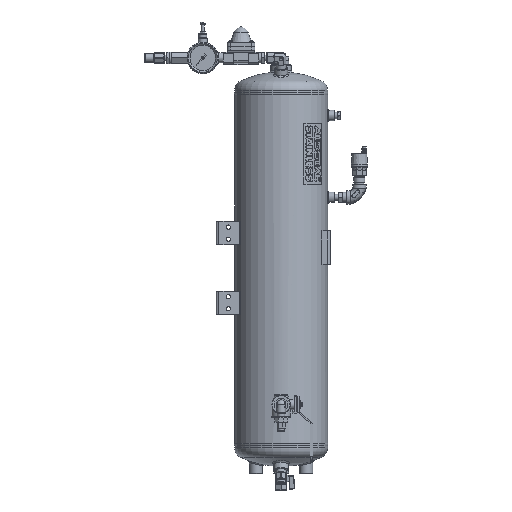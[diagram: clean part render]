
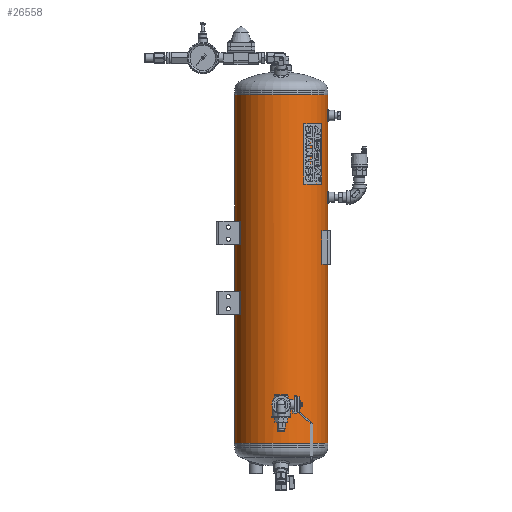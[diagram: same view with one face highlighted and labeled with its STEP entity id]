
A CAD part, left-side view. The second image highlights one B-rep face of the part: STEP entity #26558.
In plain terms, the highlighted cylindrical face has radius 100 mm (diameter 200 mm), a partial arc.
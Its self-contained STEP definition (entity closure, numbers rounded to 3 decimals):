
#1611=B_SPLINE_CURVE_WITH_KNOTS('',3,(#46712,#46713,#46714,#46715,#46716,
#46717,#46718,#46719,#46720,#46721,#46722,#46723,#46724,#46725,#46726,#46727,
#46728,#46729,#46730),.UNSPECIFIED.,.T.,.F.,(1,1,1,1,1,1,1,1,1,1,1,1,1,
1,1,1,1,1,1,1,1,1,1),(-0.012,-0.008,-0.004,
0.,0.004,0.008,0.012,
0.016,0.02,0.023,0.027,
0.031,0.035,0.039,0.043,
0.047,0.051,0.055,0.059,
0.063,0.066,0.07,0.074),
 .UNSPECIFIED.);
#1612=B_SPLINE_CURVE_WITH_KNOTS('',3,(#46732,#46733,#46734,#46735,#46736,
#46737,#46738,#46739,#46740,#46741,#46742,#46743,#46744,#46745,#46746,#46747,
#46748,#46749,#46750),.UNSPECIFIED.,.T.,.F.,(1,1,1,1,1,1,1,1,1,1,1,1,1,
1,1,1,1,1,1,1,1,1,1),(-0.012,-0.008,-0.004,
0.,0.004,0.008,0.012,0.016,
0.02,0.023,0.027,0.031,
0.035,0.039,0.043,0.047,
0.051,0.055,0.059,0.063,
0.066,0.07,0.074),.UNSPECIFIED.);
#1613=B_SPLINE_CURVE_WITH_KNOTS('',3,(#46752,#46753,#46754,#46755,#46756,
#46757,#46758,#46759,#46760,#46761,#46762,#46763,#46764,#46765,#46766,#46767,
#46768,#46769,#46770),.UNSPECIFIED.,.T.,.F.,(1,1,1,1,1,1,1,1,1,1,1,1,1,
1,1,1,1,1,1,1,1,1,1),(-0.018,-0.012,-0.006,
0.,0.006,0.012,0.018,
0.023,0.029,0.035,0.041,
0.047,0.053,0.059,0.065,
0.07,0.076,0.082,0.088,
0.094,0.1,0.106,0.112),
 .UNSPECIFIED.);
#3262=LINE('',#46772,#4372);
#3263=LINE('',#46777,#4373);
#4372=VECTOR('',#40093,1000.);
#4373=VECTOR('',#40096,1000.);
#5487=ORIENTED_EDGE('',*,*,#13153,.T.);
#5488=ORIENTED_EDGE('',*,*,#13154,.T.);
#5489=ORIENTED_EDGE('',*,*,#13155,.T.);
#5490=ORIENTED_EDGE('',*,*,#13156,.T.);
#5491=ORIENTED_EDGE('',*,*,#13157,.T.);
#5492=ORIENTED_EDGE('',*,*,#13158,.F.);
#5493=ORIENTED_EDGE('',*,*,#13159,.F.);
#13153=EDGE_CURVE('',#16986,#16986,#1611,.T.);
#13154=EDGE_CURVE('',#16987,#16987,#1612,.T.);
#13155=EDGE_CURVE('',#16988,#16988,#1613,.T.);
#13156=EDGE_CURVE('',#16989,#16990,#3262,.T.);
#13157=EDGE_CURVE('',#16990,#16991,#19837,.T.);
#13158=EDGE_CURVE('',#16992,#16991,#3263,.T.);
#13159=EDGE_CURVE('',#16989,#16992,#19838,.T.);
#16986=VERTEX_POINT('',#46731);
#16987=VERTEX_POINT('',#46751);
#16988=VERTEX_POINT('',#46771);
#16989=VERTEX_POINT('',#46773);
#16990=VERTEX_POINT('',#46774);
#16991=VERTEX_POINT('',#46776);
#16992=VERTEX_POINT('',#46778);
#19837=CIRCLE('',#37361,100.);
#19838=CIRCLE('',#37362,100.);
#20888=EDGE_LOOP('',(#5487));
#20889=EDGE_LOOP('',(#5488));
#20890=EDGE_LOOP('',(#5489));
#20891=EDGE_LOOP('',(#5490,#5491,#5492,#5493));
#23450=FACE_BOUND('',#20888,.T.);
#23451=FACE_BOUND('',#20889,.T.);
#23452=FACE_BOUND('',#20890,.T.);
#23453=FACE_BOUND('',#20891,.T.);
#26014=CYLINDRICAL_SURFACE('',#37360,100.);
#26558=ADVANCED_FACE('',(#23450,#23451,#23452,#23453),#26014,.T.);
#37360=AXIS2_PLACEMENT_3D('',#46711,#40091,#40092);
#37361=AXIS2_PLACEMENT_3D('',#46775,#40094,#40095);
#37362=AXIS2_PLACEMENT_3D('',#46779,#40097,#40098);
#40091=DIRECTION('',(0.,-1.,0.));
#40092=DIRECTION('',(0.,0.,-1.));
#40093=DIRECTION('',(0.,-1.,0.));
#40094=DIRECTION('',(0.,1.,0.));
#40095=DIRECTION('',(1.,0.,0.));
#40096=DIRECTION('',(0.,-1.,0.));
#40097=DIRECTION('',(0.,1.,0.));
#40098=DIRECTION('',(1.,0.,0.));
#46711=CARTESIAN_POINT('',(0.,750.,0.));
#46712=CARTESIAN_POINT('',(-9.473,48.444,-99.554));
#46713=CARTESIAN_POINT('',(-10.262,44.497,-99.471));
#46714=CARTESIAN_POINT('',(-9.477,40.569,-99.553));
#46715=CARTESIAN_POINT('',(-7.254,37.244,-99.75));
#46716=CARTESIAN_POINT('',(-3.93,35.023,-99.946));
#46717=CARTESIAN_POINT('',(-0.006,34.24,-100.027));
#46718=CARTESIAN_POINT('',(3.922,35.019,-99.946));
#46719=CARTESIAN_POINT('',(7.252,37.242,-99.75));
#46720=CARTESIAN_POINT('',(9.478,40.57,-99.553));
#46721=CARTESIAN_POINT('',(10.26,44.496,-99.472));
#46722=CARTESIAN_POINT('',(9.481,48.422,-99.553));
#46723=CARTESIAN_POINT('',(7.262,51.747,-99.749));
#46724=CARTESIAN_POINT('',(3.94,53.974,-99.945));
#46725=CARTESIAN_POINT('',(0.01,54.761,-100.027));
#46726=CARTESIAN_POINT('',(-3.923,53.981,-99.946));
#46727=CARTESIAN_POINT('',(-7.249,51.759,-99.75));
#46728=CARTESIAN_POINT('',(-9.473,48.444,-99.554));
#46729=CARTESIAN_POINT('',(-10.262,44.497,-99.471));
#46730=CARTESIAN_POINT('',(-9.477,40.569,-99.553));
#46731=CARTESIAN_POINT('',(-10.,44.5,-99.499));
#46732=CARTESIAN_POINT('',(-9.473,224.444,-99.554));
#46733=CARTESIAN_POINT('',(-10.262,220.497,-99.471));
#46734=CARTESIAN_POINT('',(-9.477,216.569,-99.553));
#46735=CARTESIAN_POINT('',(-7.254,213.244,-99.75));
#46736=CARTESIAN_POINT('',(-3.93,211.023,-99.946));
#46737=CARTESIAN_POINT('',(-0.006,210.24,-100.027));
#46738=CARTESIAN_POINT('',(3.922,211.019,-99.946));
#46739=CARTESIAN_POINT('',(7.252,213.242,-99.75));
#46740=CARTESIAN_POINT('',(9.478,216.57,-99.553));
#46741=CARTESIAN_POINT('',(10.26,220.496,-99.472));
#46742=CARTESIAN_POINT('',(9.481,224.422,-99.553));
#46743=CARTESIAN_POINT('',(7.262,227.747,-99.749));
#46744=CARTESIAN_POINT('',(3.94,229.974,-99.945));
#46745=CARTESIAN_POINT('',(0.01,230.761,-100.027));
#46746=CARTESIAN_POINT('',(-3.923,229.981,-99.946));
#46747=CARTESIAN_POINT('',(-7.249,227.759,-99.75));
#46748=CARTESIAN_POINT('',(-9.473,224.444,-99.554));
#46749=CARTESIAN_POINT('',(-10.262,220.497,-99.471));
#46750=CARTESIAN_POINT('',(-9.477,216.569,-99.553));
#46751=CARTESIAN_POINT('',(-10.,220.5,-99.499));
#46752=CARTESIAN_POINT('',(-98.994,672.42,14.208));
#46753=CARTESIAN_POINT('',(-98.806,666.495,15.395));
#46754=CARTESIAN_POINT('',(-98.993,660.6,14.214));
#46755=CARTESIAN_POINT('',(-99.436,655.617,10.88));
#46756=CARTESIAN_POINT('',(-99.878,652.286,5.9));
#46757=CARTESIAN_POINT('',(-100.061,651.109,0.009));
#46758=CARTESIAN_POINT('',(-99.879,652.279,-5.887));
#46759=CARTESIAN_POINT('',(-99.437,655.615,-10.879));
#46760=CARTESIAN_POINT('',(-98.992,660.601,-14.215));
#46761=CARTESIAN_POINT('',(-98.807,666.494,-15.391));
#46762=CARTESIAN_POINT('',(-98.992,672.387,-14.219));
#46763=CARTESIAN_POINT('',(-99.435,677.371,-10.892));
#46764=CARTESIAN_POINT('',(-99.877,680.709,-5.914));
#46765=CARTESIAN_POINT('',(-100.061,681.893,-0.013));
#46766=CARTESIAN_POINT('',(-99.878,680.72,5.889));
#46767=CARTESIAN_POINT('',(-99.437,677.387,10.874));
#46768=CARTESIAN_POINT('',(-98.994,672.42,14.208));
#46769=CARTESIAN_POINT('',(-98.806,666.495,15.395));
#46770=CARTESIAN_POINT('',(-98.993,660.6,14.214));
#46771=CARTESIAN_POINT('',(-98.869,666.5,15.));
#46772=CARTESIAN_POINT('',(0.254,801.561,100.));
#46773=CARTESIAN_POINT('',(0.254,750.,100.));
#46774=CARTESIAN_POINT('',(0.254,0.,100.));
#46775=CARTESIAN_POINT('',(0.,0.,0.));
#46776=CARTESIAN_POINT('',(-0.254,0.,100.));
#46777=CARTESIAN_POINT('',(-0.254,801.561,100.));
#46778=CARTESIAN_POINT('',(-0.254,750.,100.));
#46779=CARTESIAN_POINT('',(0.,750.,0.));
